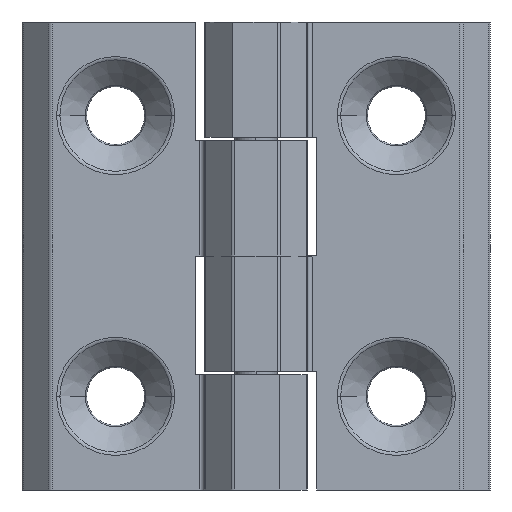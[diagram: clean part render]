
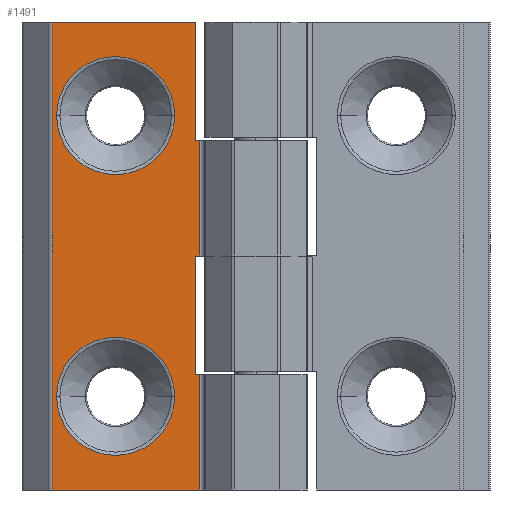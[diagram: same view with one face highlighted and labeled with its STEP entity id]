
A CAD part, left-side view. The second image highlights one B-rep face of the part: STEP entity #1491.
In plain terms, the highlighted planar face has unit normal (-1, 0, 0).
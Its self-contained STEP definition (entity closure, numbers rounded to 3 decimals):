
#245=CARTESIAN_POINT('Vertex',(0.,6.5,-12.7)) ;
#261=CARTESIAN_POINT('Vertex',(0.,6.5,0.)) ;
#264=CARTESIAN_POINT('Line Origine',(0.,6.5,-6.35)) ;
#289=CARTESIAN_POINT('Vertex',(0.,6.5,25.)) ;
#292=CARTESIAN_POINT('Line Origine',(0.,6.5,18.65)) ;
#296=CARTESIAN_POINT('Vertex',(0.,6.5,12.3)) ;
#329=CARTESIAN_POINT('Vertex',(0.,6.,12.3)) ;
#332=CARTESIAN_POINT('Line Origine',(0.,6.,0.)) ;
#336=CARTESIAN_POINT('Vertex',(0.,6.,0.)) ;
#369=CARTESIAN_POINT('Vertex',(0.,6.,-12.7)) ;
#372=CARTESIAN_POINT('Line Origine',(0.,6.,0.)) ;
#376=CARTESIAN_POINT('Vertex',(0.,6.,-25.)) ;
#794=CARTESIAN_POINT('Line Origine',(0.,6.25,12.3)) ;
#830=CARTESIAN_POINT('Line Origine',(0.,6.25,0.)) ;
#940=CARTESIAN_POINT('Line Origine',(0.,6.25,-12.7)) ;
#991=CARTESIAN_POINT('Vertex',(0.,21.793,25.)) ;
#1007=CARTESIAN_POINT('Vertex',(0.,21.793,-25.)) ;
#1010=CARTESIAN_POINT('Line Origine',(0.,21.793,0.)) ;
#1198=CARTESIAN_POINT('Line Origine',(0.,14.146,25.)) ;
#1224=CARTESIAN_POINT('Line Origine',(0.,13.896,-25.)) ;
#1276=CARTESIAN_POINT('Vertex',(0.,21.307,15.)) ;
#1279=CARTESIAN_POINT('Axis2P3D Location',(0.,15.,15.)) ;
#1283=CARTESIAN_POINT('Vertex',(0.,8.693,15.)) ;
#1310=CARTESIAN_POINT('Axis2P3D Location',(0.,15.,15.)) ;
#1452=CARTESIAN_POINT('Axis2P3D Location',(0.,0.,0.)) ;
#1469=CARTESIAN_POINT('Axis2P3D Location',(0.,15.,-15.)) ;
#1473=CARTESIAN_POINT('Vertex',(0.,21.307,-15.)) ;
#1475=CARTESIAN_POINT('Vertex',(0.,8.693,-15.)) ;
#1478=CARTESIAN_POINT('Axis2P3D Location',(0.,15.,-15.)) ;
#265=DIRECTION('Vector Direction',(0.,0.,1.)) ;
#293=DIRECTION('Vector Direction',(0.,0.,-1.)) ;
#333=DIRECTION('Vector Direction',(0.,0.,1.)) ;
#373=DIRECTION('Vector Direction',(0.,0.,1.)) ;
#795=DIRECTION('Vector Direction',(0.,1.,0.)) ;
#831=DIRECTION('Vector Direction',(0.,1.,0.)) ;
#941=DIRECTION('Vector Direction',(0.,1.,0.)) ;
#1011=DIRECTION('Vector Direction',(0.,0.,-1.)) ;
#1199=DIRECTION('Vector Direction',(0.,1.,0.)) ;
#1225=DIRECTION('Vector Direction',(0.,-1.,0.)) ;
#1280=DIRECTION('Axis2P3D Direction',(1.,0.,-0.)) ;
#1311=DIRECTION('Axis2P3D Direction',(1.,-0.,0.)) ;
#1453=DIRECTION('Axis2P3D Direction',(1.,0.,0.)) ;
#1454=DIRECTION('Axis2P3D XDirection',(0.,1.,0.)) ;
#1470=DIRECTION('Axis2P3D Direction',(1.,0.,0.)) ;
#1479=DIRECTION('Axis2P3D Direction',(1.,0.,0.)) ;
#1281=AXIS2_PLACEMENT_3D('Circle Axis2P3D',#1279,#1280,$) ;
#1312=AXIS2_PLACEMENT_3D('Circle Axis2P3D',#1310,#1311,$) ;
#1455=AXIS2_PLACEMENT_3D('Plane Axis2P3D',#1452,#1453,#1454) ;
#1471=AXIS2_PLACEMENT_3D('Circle Axis2P3D',#1469,#1470,$) ;
#1480=AXIS2_PLACEMENT_3D('Circle Axis2P3D',#1478,#1479,$) ;
#1458=ORIENTED_EDGE('',*,*,#1014,.F.) ;
#1459=ORIENTED_EDGE('',*,*,#1228,.F.) ;
#1460=ORIENTED_EDGE('',*,*,#378,.F.) ;
#1461=ORIENTED_EDGE('',*,*,#944,.T.) ;
#1462=ORIENTED_EDGE('',*,*,#268,.T.) ;
#1463=ORIENTED_EDGE('',*,*,#834,.F.) ;
#1464=ORIENTED_EDGE('',*,*,#338,.F.) ;
#1465=ORIENTED_EDGE('',*,*,#798,.T.) ;
#1466=ORIENTED_EDGE('',*,*,#298,.F.) ;
#1467=ORIENTED_EDGE('',*,*,#1202,.F.) ;
#1484=ORIENTED_EDGE('',*,*,#1477,.F.) ;
#1485=ORIENTED_EDGE('',*,*,#1482,.F.) ;
#1488=ORIENTED_EDGE('',*,*,#1285,.F.) ;
#1489=ORIENTED_EDGE('',*,*,#1314,.F.) ;
#1486=FACE_BOUND('',#1483,.T.) ;
#1490=FACE_BOUND('',#1487,.T.) ;
#266=VECTOR('Line Direction',#265,1.) ;
#294=VECTOR('Line Direction',#293,1.) ;
#334=VECTOR('Line Direction',#333,1.) ;
#374=VECTOR('Line Direction',#373,1.) ;
#796=VECTOR('Line Direction',#795,1.) ;
#832=VECTOR('Line Direction',#831,1.) ;
#942=VECTOR('Line Direction',#941,1.) ;
#1012=VECTOR('Line Direction',#1011,1.) ;
#1200=VECTOR('Line Direction',#1199,1.) ;
#1226=VECTOR('Line Direction',#1225,1.) ;
#1491=ADVANCED_FACE('PartBody',(#1468,#1486,#1490),#1456,.F.) ;
#1282=CIRCLE('generated circle',#1281,6.307) ;
#1313=CIRCLE('generated circle',#1312,6.307) ;
#1472=CIRCLE('generated circle',#1471,6.307) ;
#1481=CIRCLE('generated circle',#1480,6.307) ;
#268=EDGE_CURVE('',#246,#262,#267,.T.) ;
#298=EDGE_CURVE('',#290,#297,#295,.T.) ;
#338=EDGE_CURVE('',#330,#337,#335,.F.) ;
#378=EDGE_CURVE('',#370,#377,#375,.F.) ;
#798=EDGE_CURVE('',#330,#297,#797,.T.) ;
#834=EDGE_CURVE('',#337,#262,#833,.T.) ;
#944=EDGE_CURVE('',#370,#246,#943,.T.) ;
#1014=EDGE_CURVE('',#1008,#992,#1013,.F.) ;
#1202=EDGE_CURVE('',#992,#290,#1201,.F.) ;
#1228=EDGE_CURVE('',#377,#1008,#1227,.F.) ;
#1285=EDGE_CURVE('',#1277,#1284,#1282,.F.) ;
#1314=EDGE_CURVE('',#1284,#1277,#1313,.F.) ;
#1477=EDGE_CURVE('',#1474,#1476,#1472,.F.) ;
#1482=EDGE_CURVE('',#1476,#1474,#1481,.F.) ;
#1457=EDGE_LOOP('',(#1458,#1459,#1460,#1461,#1462,#1463,#1464,#1465,#1466,#1467)) ;
#1483=EDGE_LOOP('',(#1484,#1485)) ;
#1487=EDGE_LOOP('',(#1488,#1489)) ;
#1468=FACE_OUTER_BOUND('',#1457,.T.) ;
#267=LINE('Line',#264,#266) ;
#295=LINE('Line',#292,#294) ;
#335=LINE('Line',#332,#334) ;
#375=LINE('Line',#372,#374) ;
#797=LINE('Line',#794,#796) ;
#833=LINE('Line',#830,#832) ;
#943=LINE('Line',#940,#942) ;
#1013=LINE('Line',#1010,#1012) ;
#1201=LINE('Line',#1198,#1200) ;
#1227=LINE('Line',#1224,#1226) ;
#1456=PLANE('',#1455) ;
#246=VERTEX_POINT('',#245) ;
#262=VERTEX_POINT('',#261) ;
#290=VERTEX_POINT('',#289) ;
#297=VERTEX_POINT('',#296) ;
#330=VERTEX_POINT('',#329) ;
#337=VERTEX_POINT('',#336) ;
#370=VERTEX_POINT('',#369) ;
#377=VERTEX_POINT('',#376) ;
#992=VERTEX_POINT('',#991) ;
#1008=VERTEX_POINT('',#1007) ;
#1277=VERTEX_POINT('',#1276) ;
#1284=VERTEX_POINT('',#1283) ;
#1474=VERTEX_POINT('',#1473) ;
#1476=VERTEX_POINT('',#1475) ;
